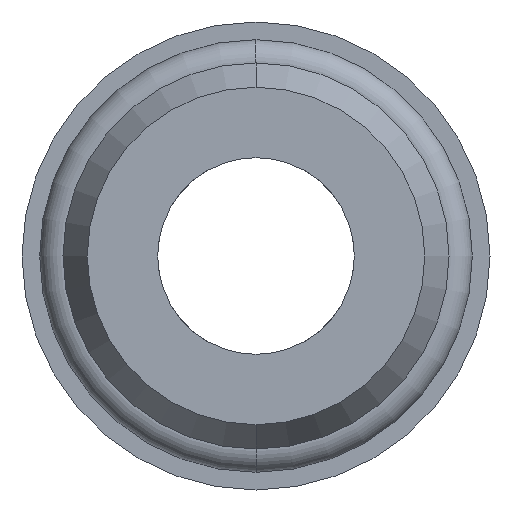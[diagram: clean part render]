
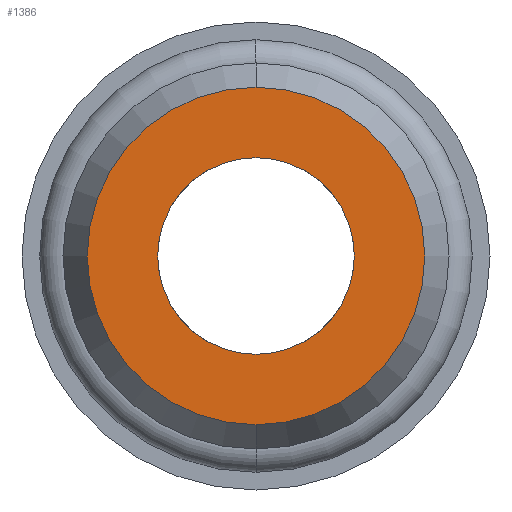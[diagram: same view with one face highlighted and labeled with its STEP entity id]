
A CAD part, front view. The second image highlights one B-rep face of the part: STEP entity #1386.
In plain terms, the highlighted planar face has unit normal (0, -1, 0).
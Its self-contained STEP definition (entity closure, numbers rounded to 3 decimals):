
#14 = DIRECTION ( 'NONE',  ( 0., 0., -1. ) ) ;
#87 = DIRECTION ( 'NONE',  ( 0., 0., -1. ) ) ;
#112 = DIRECTION ( 'NONE',  ( 0., -1., 0. ) ) ;
#117 = DIRECTION ( 'NONE',  ( 0., 0., -1. ) ) ;
#220 = PLANE ( 'NONE',  #691 ) ;
#308 = VERTEX_POINT ( 'NONE', #2156 ) ;
#319 = DIRECTION ( 'NONE',  ( 0., -1., 0. ) ) ;
#399 = AXIS2_PLACEMENT_3D ( 'NONE', #1860, #319, #523 ) ;
#405 = VERTEX_POINT ( 'NONE', #2188 ) ;
#438 = CARTESIAN_POINT ( 'NONE',  ( 0., 0., 0. ) ) ;
#444 = AXIS2_PLACEMENT_3D ( 'NONE', #438, #2172, #1786 ) ;
#511 = DIRECTION ( 'NONE',  ( 0., -1., 0. ) ) ;
#523 = DIRECTION ( 'NONE',  ( 0., 0., -1. ) ) ;
#691 = AXIS2_PLACEMENT_3D ( 'NONE', #2130, #2125, #14 ) ;
#793 = CIRCLE ( 'NONE', #1385, 7.211 ) ;
#802 = VERTEX_POINT ( 'NONE', #1171 ) ;
#825 = EDGE_CURVE ( 'NONE', #308, #405, #1684, .T. ) ;
#949 = ORIENTED_EDGE ( 'NONE', *, *, #1012, .T. ) ;
#968 = CIRCLE ( 'NONE', #1177, 4.2 ) ;
#1012 = EDGE_CURVE ( 'NONE', #405, #308, #793, .T. ) ;
#1061 = EDGE_CURVE ( 'NONE', #802, #1313, #968, .T. ) ;
#1171 = CARTESIAN_POINT ( 'NONE',  ( 0., 0., -4.2 ) ) ;
#1177 = AXIS2_PLACEMENT_3D ( 'NONE', #1468, #511, #117 ) ;
#1313 = VERTEX_POINT ( 'NONE', #1362 ) ;
#1347 = ORIENTED_EDGE ( 'NONE', *, *, #825, .T. ) ;
#1362 = CARTESIAN_POINT ( 'NONE',  ( 0., 0., 4.2 ) ) ;
#1385 = AXIS2_PLACEMENT_3D ( 'NONE', #2228, #112, #87 ) ;
#1386 = ADVANCED_FACE ( 'NONE', ( #1838, #1475 ), #220, .T. ) ;
#1408 = ORIENTED_EDGE ( 'NONE', *, *, #2165, .F. ) ;
#1468 = CARTESIAN_POINT ( 'NONE',  ( 0., 0., 0. ) ) ;
#1475 = FACE_OUTER_BOUND ( 'NONE', #1584, .T. ) ;
#1584 = EDGE_LOOP ( 'NONE', ( #949, #1347 ) ) ;
#1684 = CIRCLE ( 'NONE', #444, 7.211 ) ;
#1743 = EDGE_LOOP ( 'NONE', ( #1759, #1408 ) ) ;
#1759 = ORIENTED_EDGE ( 'NONE', *, *, #1061, .F. ) ;
#1786 = DIRECTION ( 'NONE',  ( 0., 0., -1. ) ) ;
#1838 = FACE_BOUND ( 'NONE', #1743, .T. ) ;
#1858 = CIRCLE ( 'NONE', #399, 4.2 ) ;
#1860 = CARTESIAN_POINT ( 'NONE',  ( 0., 0., 0. ) ) ;
#2125 = DIRECTION ( 'NONE',  ( 0., -1., 0. ) ) ;
#2130 = CARTESIAN_POINT ( 'NONE',  ( 0., 0., 0. ) ) ;
#2156 = CARTESIAN_POINT ( 'NONE',  ( 0., 0., -7.211 ) ) ;
#2165 = EDGE_CURVE ( 'NONE', #1313, #802, #1858, .T. ) ;
#2172 = DIRECTION ( 'NONE',  ( 0., -1., 0. ) ) ;
#2188 = CARTESIAN_POINT ( 'NONE',  ( 0., 0., 7.211 ) ) ;
#2228 = CARTESIAN_POINT ( 'NONE',  ( 0., 0., 0. ) ) ;
